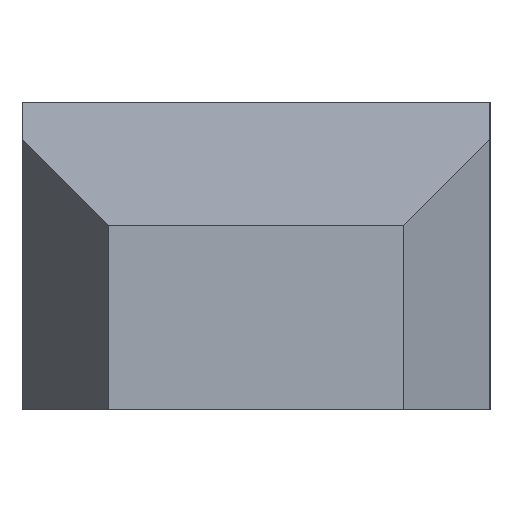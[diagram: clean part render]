
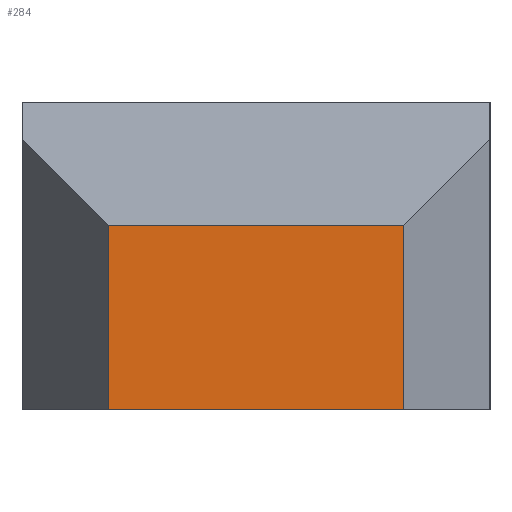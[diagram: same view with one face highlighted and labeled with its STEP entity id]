
A CAD part, left-side view. The second image highlights one B-rep face of the part: STEP entity #284.
In plain terms, the highlighted planar face has unit normal (-1, 0, 0).
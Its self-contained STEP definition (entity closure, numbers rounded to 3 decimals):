
#8 = CARTESIAN_POINT ( 'NONE',  ( -80., -12., 15. ) ) ;
#21 = LINE ( 'NONE', #402, #502 ) ;
#66 = VERTEX_POINT ( 'NONE', #439 ) ;
#92 = LINE ( 'NONE', #288, #320 ) ;
#94 = DIRECTION ( 'NONE',  ( 0., 1., 0. ) ) ;
#95 = EDGE_CURVE ( 'NONE', #535, #66, #21, .T. ) ;
#103 = AXIS2_PLACEMENT_3D ( 'NONE', #600, #451, #411 ) ;
#111 = VECTOR ( 'NONE', #558, 1000. ) ;
#150 = VERTEX_POINT ( 'NONE', #298 ) ;
#189 = CARTESIAN_POINT ( 'NONE',  ( -80., 12., 25. ) ) ;
#247 = ORIENTED_EDGE ( 'NONE', *, *, #404, .T. ) ;
#284 = ADVANCED_FACE ( 'NONE', ( #549 ), #499, .T. ) ;
#288 = CARTESIAN_POINT ( 'NONE',  ( -80., -20., 15. ) ) ;
#298 = CARTESIAN_POINT ( 'NONE',  ( -80., 12., 15. ) ) ;
#301 = VECTOR ( 'NONE', #378, 1000. ) ;
#306 = DIRECTION ( 'NONE',  ( 0., 0., -1. ) ) ;
#320 = VECTOR ( 'NONE', #94, 1000. ) ;
#325 = CARTESIAN_POINT ( 'NONE',  ( -80., 12., 0. ) ) ;
#332 = LINE ( 'NONE', #601, #301 ) ;
#346 = EDGE_CURVE ( 'NONE', #66, #379, #332, .T. ) ;
#350 = ORIENTED_EDGE ( 'NONE', *, *, #95, .F. ) ;
#378 = DIRECTION ( 'NONE',  ( 0., 1., 0. ) ) ;
#379 = VERTEX_POINT ( 'NONE', #325 ) ;
#390 = ORIENTED_EDGE ( 'NONE', *, *, #410, .T. ) ;
#402 = CARTESIAN_POINT ( 'NONE',  ( -80., -12., 25. ) ) ;
#404 = EDGE_CURVE ( 'NONE', #150, #379, #472, .T. ) ;
#410 = EDGE_CURVE ( 'NONE', #535, #150, #92, .T. ) ;
#411 = DIRECTION ( 'NONE',  ( 0., 0., 1. ) ) ;
#439 = CARTESIAN_POINT ( 'NONE',  ( -80., -12., 0. ) ) ;
#451 = DIRECTION ( 'NONE',  ( -1., 0., 0. ) ) ;
#472 = LINE ( 'NONE', #189, #111 ) ;
#499 = PLANE ( 'NONE',  #103 ) ;
#502 = VECTOR ( 'NONE', #306, 1000. ) ;
#527 = ORIENTED_EDGE ( 'NONE', *, *, #346, .F. ) ;
#535 = VERTEX_POINT ( 'NONE', #8 ) ;
#549 = FACE_OUTER_BOUND ( 'NONE', #581, .T. ) ;
#558 = DIRECTION ( 'NONE',  ( 0., 0., -1. ) ) ;
#581 = EDGE_LOOP ( 'NONE', ( #350, #390, #247, #527 ) ) ;
#600 = CARTESIAN_POINT ( 'NONE',  ( -80., -12., 25. ) ) ;
#601 = CARTESIAN_POINT ( 'NONE',  ( -80., -12., 0. ) ) ;
